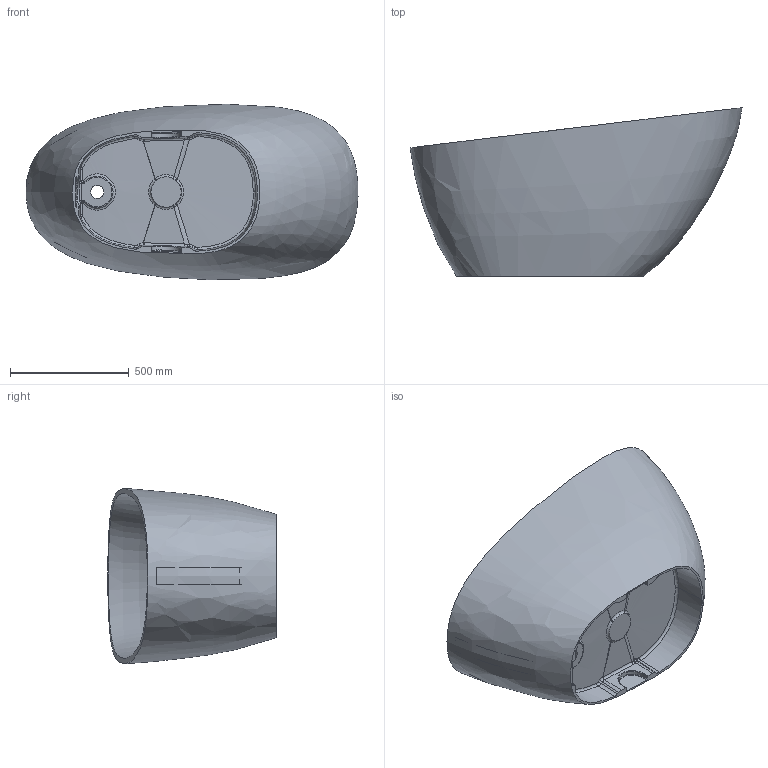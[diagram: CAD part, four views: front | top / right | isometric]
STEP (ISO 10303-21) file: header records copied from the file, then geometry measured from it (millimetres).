
FILE_DESCRIPTION (( 'STEP AP214' ), '1' );
FILE_NAME ('Valeria.STEP', '2023-02-09T12:01:29', ( 'User Windows' ), ( '' ), 'SwSTEP 2.0', 'SolidWorks 2020', '' );
FILE_SCHEMA (( 'AUTOMOTIVE_DESIGN' ));
Length unit declared in the file: millimetre
Products named in the file (1): Valeria
Bounding box: 1399.77 x 709.97 x 739.9 mm (x, y, z)
Volume: 59286948.5 mm3; surface area: 4709910.8 mm2
Topology: 1 solids, 1 shells, 166 faces, 415 edges, 250 vertices
Faces by surface type: bspline 83, cylinder 42, plane 30, sphere 6, torus 3, cone 2
Full cylindrical faces by diameter (mm): 55 x2
Entity records: 26744 total; most frequent: CARTESIAN_POINT 23580, ORIENTED_EDGE 802, DIRECTION 439, EDGE_CURVE 401, VERTEX_POINT 244, EDGE_LOOP 177, FACE_OUTER_BOUND 171, AXIS2_PLACEMENT_3D 168
